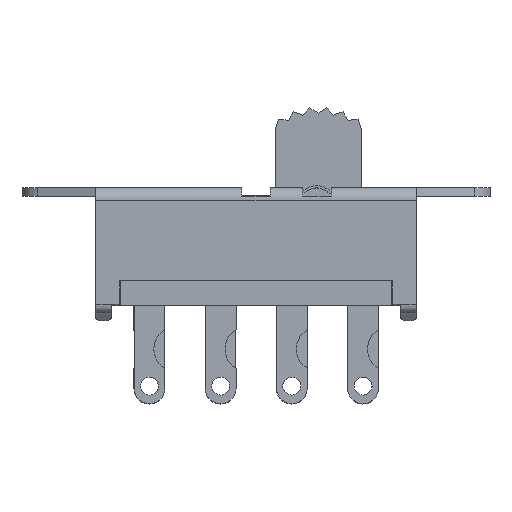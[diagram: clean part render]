
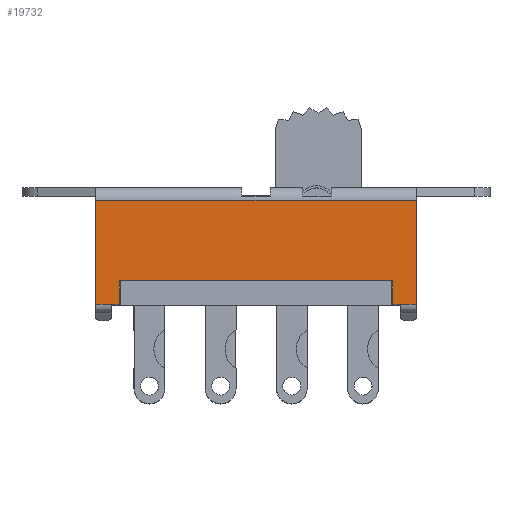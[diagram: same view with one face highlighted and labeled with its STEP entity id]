
A CAD part, top view. The second image highlights one B-rep face of the part: STEP entity #19732.
In plain terms, the highlighted planar face has unit normal (0, 0, 1).
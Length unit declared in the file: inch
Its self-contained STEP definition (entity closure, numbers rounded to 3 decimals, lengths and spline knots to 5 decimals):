
#1174=FACE_OUTER_BOUND('',#2139,.T.);
#2139=EDGE_LOOP('',(#16552,#16553,#16554,#16555,#16556,#16557,#16558,#16559,
#16560,#16561));
#4828=LINE('',#31582,#6974);
#4832=LINE('',#31592,#6978);
#4833=LINE('',#31594,#6979);
#4834=LINE('',#31596,#6980);
#4835=LINE('',#31597,#6981);
#4836=LINE('',#31599,#6982);
#4837=LINE('',#31601,#6983);
#4838=LINE('',#31603,#6984);
#4839=LINE('',#31605,#6985);
#4840=LINE('',#31606,#6986);
#6974=VECTOR('',#25918,0.3937);
#6978=VECTOR('',#25928,0.3937);
#6979=VECTOR('',#25929,0.3937);
#6980=VECTOR('',#25930,0.3937);
#6981=VECTOR('',#25931,0.3937);
#6982=VECTOR('',#25932,0.3937);
#6983=VECTOR('',#25933,0.3937);
#6984=VECTOR('',#25934,0.3937);
#6985=VECTOR('',#25935,0.3937);
#6986=VECTOR('',#25936,0.3937);
#8187=VERTEX_POINT('',#29456);
#8886=VERTEX_POINT('',#31579);
#8887=VERTEX_POINT('',#31581);
#8890=VERTEX_POINT('',#31591);
#8891=VERTEX_POINT('',#31593);
#8892=VERTEX_POINT('',#31595);
#8893=VERTEX_POINT('',#31598);
#8894=VERTEX_POINT('',#31600);
#8895=VERTEX_POINT('',#31602);
#8896=VERTEX_POINT('',#31604);
#11541=EDGE_CURVE('',#8887,#8886,#4828,.T.);
#11546=EDGE_CURVE('',#8887,#8890,#4832,.T.);
#11547=EDGE_CURVE('',#8891,#8886,#4833,.T.);
#11548=EDGE_CURVE('',#8891,#8892,#4834,.T.);
#11549=EDGE_CURVE('',#8187,#8892,#4835,.T.);
#11550=EDGE_CURVE('',#8187,#8893,#4836,.T.);
#11551=EDGE_CURVE('',#8893,#8894,#4837,.T.);
#11552=EDGE_CURVE('',#8894,#8895,#4838,.T.);
#11553=EDGE_CURVE('',#8895,#8896,#4839,.T.);
#11554=EDGE_CURVE('',#8896,#8890,#4840,.T.);
#16552=ORIENTED_EDGE('',*,*,#11546,.F.);
#16553=ORIENTED_EDGE('',*,*,#11541,.T.);
#16554=ORIENTED_EDGE('',*,*,#11547,.F.);
#16555=ORIENTED_EDGE('',*,*,#11548,.T.);
#16556=ORIENTED_EDGE('',*,*,#11549,.F.);
#16557=ORIENTED_EDGE('',*,*,#11550,.T.);
#16558=ORIENTED_EDGE('',*,*,#11551,.T.);
#16559=ORIENTED_EDGE('',*,*,#11552,.T.);
#16560=ORIENTED_EDGE('',*,*,#11553,.T.);
#16561=ORIENTED_EDGE('',*,*,#11554,.T.);
#17973=PLANE('',#21225);
#19732=ADVANCED_FACE('',(#1174),#17973,.T.);
#21225=AXIS2_PLACEMENT_3D('',#31590,#25926,#25927);
#25918=DIRECTION('',(0.,1.,0.));
#25926=DIRECTION('center_axis',(0.,0.,1.));
#25927=DIRECTION('ref_axis',(1.,0.,0.));
#25928=DIRECTION('',(-1.,0.,0.));
#25929=DIRECTION('',(1.,0.,0.));
#25930=DIRECTION('',(0.,-1.,0.));
#25931=DIRECTION('',(-1.,0.,0.));
#25932=DIRECTION('',(1.,0.,0.));
#25933=DIRECTION('',(0.,1.,0.));
#25934=DIRECTION('',(1.,0.,0.));
#25935=DIRECTION('',(0.,-1.,0.));
#25936=DIRECTION('',(1.,0.,0.));
#29456=CARTESIAN_POINT('',(-0.20983,-0.17741,0.30108));
#31579=CARTESIAN_POINT('',(0.56517,0.08784,0.30108));
#31581=CARTESIAN_POINT('',(0.56517,-0.17741,0.30108));
#31582=CARTESIAN_POINT('',(0.56517,-0.24416,0.30108));
#31590=CARTESIAN_POINT('Origin',(0.15767,-0.24416,0.30108));
#31591=CARTESIAN_POINT('',(0.52517,-0.17741,0.30108));
#31592=CARTESIAN_POINT('',(0.15767,-0.17741,0.30108));
#31593=CARTESIAN_POINT('',(-0.24983,0.08784,0.30108));
#31594=CARTESIAN_POINT('',(0.15767,0.08784,0.30108));
#31595=CARTESIAN_POINT('',(-0.24983,-0.17741,0.30108));
#31596=CARTESIAN_POINT('',(-0.24983,-0.24416,0.30108));
#31597=CARTESIAN_POINT('',(0.15767,-0.17741,0.30108));
#31598=CARTESIAN_POINT('',(-0.18983,-0.17741,0.30108));
#31599=CARTESIAN_POINT('',(-0.01608,-0.17741,0.30108));
#31600=CARTESIAN_POINT('',(-0.18983,-0.11741,0.30108));
#31601=CARTESIAN_POINT('',(-0.18983,-0.18079,0.30108));
#31602=CARTESIAN_POINT('',(0.50517,-0.11741,0.30108));
#31603=CARTESIAN_POINT('',(0.33142,-0.11741,0.30108));
#31604=CARTESIAN_POINT('',(0.50517,-0.17741,0.30108));
#31605=CARTESIAN_POINT('',(0.50517,-0.24429,0.30108));
#31606=CARTESIAN_POINT('',(0.34142,-0.17741,0.30108));
